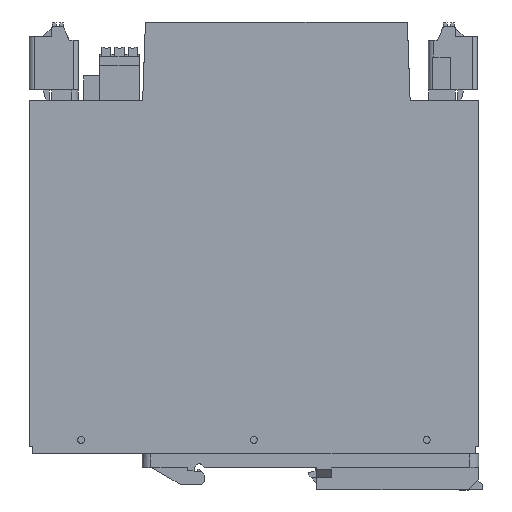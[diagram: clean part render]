
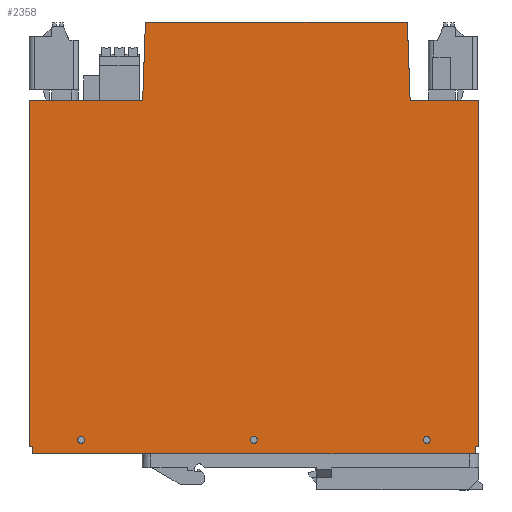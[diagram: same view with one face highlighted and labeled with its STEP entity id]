
A CAD part, left-side view. The second image highlights one B-rep face of the part: STEP entity #2358.
In plain terms, the highlighted planar face has unit normal (-1, 0, 0).
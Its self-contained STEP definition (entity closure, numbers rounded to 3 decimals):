
#2204=AXIS2_PLACEMENT_3D('Plane Axis2P3D',#2201,#2202,#2203) ;
#2306=AXIS2_PLACEMENT_3D('Circle Axis2P3D',#2304,#2305,$) ;
#2315=AXIS2_PLACEMENT_3D('Circle Axis2P3D',#2313,#2314,$) ;
#2324=AXIS2_PLACEMENT_3D('Circle Axis2P3D',#2322,#2323,$) ;
#2333=AXIS2_PLACEMENT_3D('Circle Axis2P3D',#2331,#2332,$) ;
#2342=AXIS2_PLACEMENT_3D('Circle Axis2P3D',#2340,#2341,$) ;
#2351=AXIS2_PLACEMENT_3D('Circle Axis2P3D',#2349,#2350,$) ;
#182=CARTESIAN_POINT('Vertex',(0.,131.2,112.7)) ;
#185=CARTESIAN_POINT('Line Origine',(0.,114.793,112.7)) ;
#189=CARTESIAN_POINT('Vertex',(0.,98.386,112.7)) ;
#1113=CARTESIAN_POINT('Vertex',(0.,131.2,12.5)) ;
#1116=CARTESIAN_POINT('Line Origine',(0.,131.2,62.6)) ;
#2201=CARTESIAN_POINT('Axis2P3D Location',(0.,66.2,72.85)) ;
#2206=CARTESIAN_POINT('Line Origine',(0.,21.411,124.05)) ;
#2210=CARTESIAN_POINT('Vertex',(0.,21.807,135.4)) ;
#2212=CARTESIAN_POINT('Vertex',(0.,21.014,112.7)) ;
#2215=CARTESIAN_POINT('Line Origine',(0.,59.7,135.4)) ;
#2219=CARTESIAN_POINT('Vertex',(0.,97.593,135.4)) ;
#2222=CARTESIAN_POINT('Line Origine',(0.,97.593,135.35)) ;
#2226=CARTESIAN_POINT('Vertex',(0.,97.593,135.3)) ;
#2229=CARTESIAN_POINT('Line Origine',(0.,97.595,135.3)) ;
#2233=CARTESIAN_POINT('Vertex',(0.,97.597,135.3)) ;
#2236=CARTESIAN_POINT('Line Origine',(0.,97.991,124.)) ;
#2241=CARTESIAN_POINT('Line Origine',(0.,130.7,12.5)) ;
#2245=CARTESIAN_POINT('Vertex',(0.,130.2,12.5)) ;
#2248=CARTESIAN_POINT('Line Origine',(0.,130.2,11.5)) ;
#2252=CARTESIAN_POINT('Vertex',(0.,130.2,10.5)) ;
#2255=CARTESIAN_POINT('Line Origine',(0.,66.2,10.5)) ;
#2259=CARTESIAN_POINT('Vertex',(0.,2.2,10.5)) ;
#2262=CARTESIAN_POINT('Line Origine',(0.,2.2,11.5)) ;
#2266=CARTESIAN_POINT('Vertex',(0.,2.2,12.5)) ;
#2269=CARTESIAN_POINT('Line Origine',(0.,1.7,12.5)) ;
#2273=CARTESIAN_POINT('Vertex',(0.,1.2,12.5)) ;
#2276=CARTESIAN_POINT('Line Origine',(0.,1.2,62.6)) ;
#2280=CARTESIAN_POINT('Vertex',(0.,1.2,112.7)) ;
#2283=CARTESIAN_POINT('Line Origine',(0.,11.107,112.7)) ;
#2304=CARTESIAN_POINT('Axis2P3D Location',(0.,116.2,14.5)) ;
#2308=CARTESIAN_POINT('Vertex',(0.,117.083,14.983)) ;
#2310=CARTESIAN_POINT('Vertex',(0.,115.317,14.017)) ;
#2313=CARTESIAN_POINT('Axis2P3D Location',(0.,116.2,14.5)) ;
#2322=CARTESIAN_POINT('Axis2P3D Location',(0.,16.2,14.5)) ;
#2326=CARTESIAN_POINT('Vertex',(0.,17.083,14.983)) ;
#2328=CARTESIAN_POINT('Vertex',(0.,15.317,14.017)) ;
#2331=CARTESIAN_POINT('Axis2P3D Location',(0.,16.2,14.5)) ;
#2340=CARTESIAN_POINT('Axis2P3D Location',(0.,66.2,14.5)) ;
#2344=CARTESIAN_POINT('Vertex',(0.,65.317,14.017)) ;
#2346=CARTESIAN_POINT('Vertex',(0.,67.083,14.983)) ;
#2349=CARTESIAN_POINT('Axis2P3D Location',(0.,66.2,14.5)) ;
#186=DIRECTION('Vector Direction',(0.,1.,0.)) ;
#1117=DIRECTION('Vector Direction',(0.,0.,-1.)) ;
#2202=DIRECTION('Axis2P3D Direction',(-1.,0.,0.)) ;
#2203=DIRECTION('Axis2P3D XDirection',(0.,0.,-1.)) ;
#2207=DIRECTION('Vector Direction',(0.,0.035,0.999)) ;
#2216=DIRECTION('Vector Direction',(0.,1.,0.)) ;
#2223=DIRECTION('Vector Direction',(0.,0.,-1.)) ;
#2230=DIRECTION('Vector Direction',(0.,1.,0.)) ;
#2237=DIRECTION('Vector Direction',(0.,-0.035,0.999)) ;
#2242=DIRECTION('Vector Direction',(0.,-1.,0.)) ;
#2249=DIRECTION('Vector Direction',(0.,0.,1.)) ;
#2256=DIRECTION('Vector Direction',(0.,1.,0.)) ;
#2263=DIRECTION('Vector Direction',(0.,0.,-1.)) ;
#2270=DIRECTION('Vector Direction',(0.,-1.,0.)) ;
#2277=DIRECTION('Vector Direction',(0.,0.,1.)) ;
#2284=DIRECTION('Vector Direction',(0.,-1.,0.)) ;
#2305=DIRECTION('Axis2P3D Direction',(-1.,0.,0.)) ;
#2314=DIRECTION('Axis2P3D Direction',(-1.,0.,0.)) ;
#2323=DIRECTION('Axis2P3D Direction',(-1.,0.,0.)) ;
#2332=DIRECTION('Axis2P3D Direction',(-1.,0.,0.)) ;
#2341=DIRECTION('Axis2P3D Direction',(-1.,0.,0.)) ;
#2350=DIRECTION('Axis2P3D Direction',(-1.,0.,0.)) ;
#187=VECTOR('Line Direction',#186,1.) ;
#1118=VECTOR('Line Direction',#1117,1.) ;
#2208=VECTOR('Line Direction',#2207,1.) ;
#2217=VECTOR('Line Direction',#2216,1.) ;
#2224=VECTOR('Line Direction',#2223,1.) ;
#2231=VECTOR('Line Direction',#2230,1.) ;
#2238=VECTOR('Line Direction',#2237,1.) ;
#2243=VECTOR('Line Direction',#2242,1.) ;
#2250=VECTOR('Line Direction',#2249,1.) ;
#2257=VECTOR('Line Direction',#2256,1.) ;
#2264=VECTOR('Line Direction',#2263,1.) ;
#2271=VECTOR('Line Direction',#2270,1.) ;
#2278=VECTOR('Line Direction',#2277,1.) ;
#2285=VECTOR('Line Direction',#2284,1.) ;
#2289=ORIENTED_EDGE('',*,*,#2214,.F.) ;
#2290=ORIENTED_EDGE('',*,*,#2221,.T.) ;
#2291=ORIENTED_EDGE('',*,*,#2228,.T.) ;
#2292=ORIENTED_EDGE('',*,*,#2235,.T.) ;
#2293=ORIENTED_EDGE('',*,*,#2240,.F.) ;
#2294=ORIENTED_EDGE('',*,*,#191,.T.) ;
#2295=ORIENTED_EDGE('',*,*,#1120,.F.) ;
#2296=ORIENTED_EDGE('',*,*,#2247,.T.) ;
#2297=ORIENTED_EDGE('',*,*,#2254,.F.) ;
#2298=ORIENTED_EDGE('',*,*,#2261,.F.) ;
#2299=ORIENTED_EDGE('',*,*,#2268,.F.) ;
#2300=ORIENTED_EDGE('',*,*,#2275,.T.) ;
#2301=ORIENTED_EDGE('',*,*,#2282,.F.) ;
#2302=ORIENTED_EDGE('',*,*,#2287,.F.) ;
#2319=ORIENTED_EDGE('',*,*,#2312,.F.) ;
#2320=ORIENTED_EDGE('',*,*,#2317,.F.) ;
#2337=ORIENTED_EDGE('',*,*,#2330,.F.) ;
#2338=ORIENTED_EDGE('',*,*,#2335,.F.) ;
#2355=ORIENTED_EDGE('',*,*,#2348,.F.) ;
#2356=ORIENTED_EDGE('',*,*,#2353,.F.) ;
#2321=FACE_BOUND('',#2318,.T.) ;
#2339=FACE_BOUND('',#2336,.T.) ;
#2357=FACE_BOUND('',#2354,.T.) ;
#2358=ADVANCED_FACE('STROMVERSORGUNG',(#2303,#2321,#2339,#2357),#2205,.T.) ;
#2307=CIRCLE('generated circle',#2306,1.007) ;
#2316=CIRCLE('generated circle',#2315,1.007) ;
#2325=CIRCLE('generated circle',#2324,1.007) ;
#2334=CIRCLE('generated circle',#2333,1.007) ;
#2343=CIRCLE('generated circle',#2342,1.007) ;
#2352=CIRCLE('generated circle',#2351,1.007) ;
#191=EDGE_CURVE('',#190,#183,#188,.T.) ;
#1120=EDGE_CURVE('',#1114,#183,#1119,.F.) ;
#2214=EDGE_CURVE('',#2211,#2213,#2209,.F.) ;
#2221=EDGE_CURVE('',#2211,#2220,#2218,.T.) ;
#2228=EDGE_CURVE('',#2220,#2227,#2225,.T.) ;
#2235=EDGE_CURVE('',#2227,#2234,#2232,.T.) ;
#2240=EDGE_CURVE('',#190,#2234,#2239,.T.) ;
#2247=EDGE_CURVE('',#1114,#2246,#2244,.T.) ;
#2254=EDGE_CURVE('',#2253,#2246,#2251,.T.) ;
#2261=EDGE_CURVE('',#2260,#2253,#2258,.T.) ;
#2268=EDGE_CURVE('',#2267,#2260,#2265,.T.) ;
#2275=EDGE_CURVE('',#2267,#2274,#2272,.T.) ;
#2282=EDGE_CURVE('',#2281,#2274,#2279,.F.) ;
#2287=EDGE_CURVE('',#2213,#2281,#2286,.T.) ;
#2312=EDGE_CURVE('',#2309,#2311,#2307,.T.) ;
#2317=EDGE_CURVE('',#2311,#2309,#2316,.T.) ;
#2330=EDGE_CURVE('',#2327,#2329,#2325,.T.) ;
#2335=EDGE_CURVE('',#2329,#2327,#2334,.T.) ;
#2348=EDGE_CURVE('',#2345,#2347,#2343,.T.) ;
#2353=EDGE_CURVE('',#2347,#2345,#2352,.T.) ;
#2288=EDGE_LOOP('',(#2289,#2290,#2291,#2292,#2293,#2294,#2295,#2296,#2297,#2298,#2299,#2300,#2301,#2302)) ;
#2318=EDGE_LOOP('',(#2319,#2320)) ;
#2336=EDGE_LOOP('',(#2337,#2338)) ;
#2354=EDGE_LOOP('',(#2355,#2356)) ;
#2303=FACE_OUTER_BOUND('',#2288,.T.) ;
#188=LINE('Line',#185,#187) ;
#1119=LINE('Line',#1116,#1118) ;
#2209=LINE('Line',#2206,#2208) ;
#2218=LINE('Line',#2215,#2217) ;
#2225=LINE('Line',#2222,#2224) ;
#2232=LINE('Line',#2229,#2231) ;
#2239=LINE('Line',#2236,#2238) ;
#2244=LINE('Line',#2241,#2243) ;
#2251=LINE('Line',#2248,#2250) ;
#2258=LINE('Line',#2255,#2257) ;
#2265=LINE('Line',#2262,#2264) ;
#2272=LINE('Line',#2269,#2271) ;
#2279=LINE('Line',#2276,#2278) ;
#2286=LINE('Line',#2283,#2285) ;
#2205=PLANE('',#2204) ;
#183=VERTEX_POINT('',#182) ;
#190=VERTEX_POINT('',#189) ;
#1114=VERTEX_POINT('',#1113) ;
#2211=VERTEX_POINT('',#2210) ;
#2213=VERTEX_POINT('',#2212) ;
#2220=VERTEX_POINT('',#2219) ;
#2227=VERTEX_POINT('',#2226) ;
#2234=VERTEX_POINT('',#2233) ;
#2246=VERTEX_POINT('',#2245) ;
#2253=VERTEX_POINT('',#2252) ;
#2260=VERTEX_POINT('',#2259) ;
#2267=VERTEX_POINT('',#2266) ;
#2274=VERTEX_POINT('',#2273) ;
#2281=VERTEX_POINT('',#2280) ;
#2309=VERTEX_POINT('',#2308) ;
#2311=VERTEX_POINT('',#2310) ;
#2327=VERTEX_POINT('',#2326) ;
#2329=VERTEX_POINT('',#2328) ;
#2345=VERTEX_POINT('',#2344) ;
#2347=VERTEX_POINT('',#2346) ;
